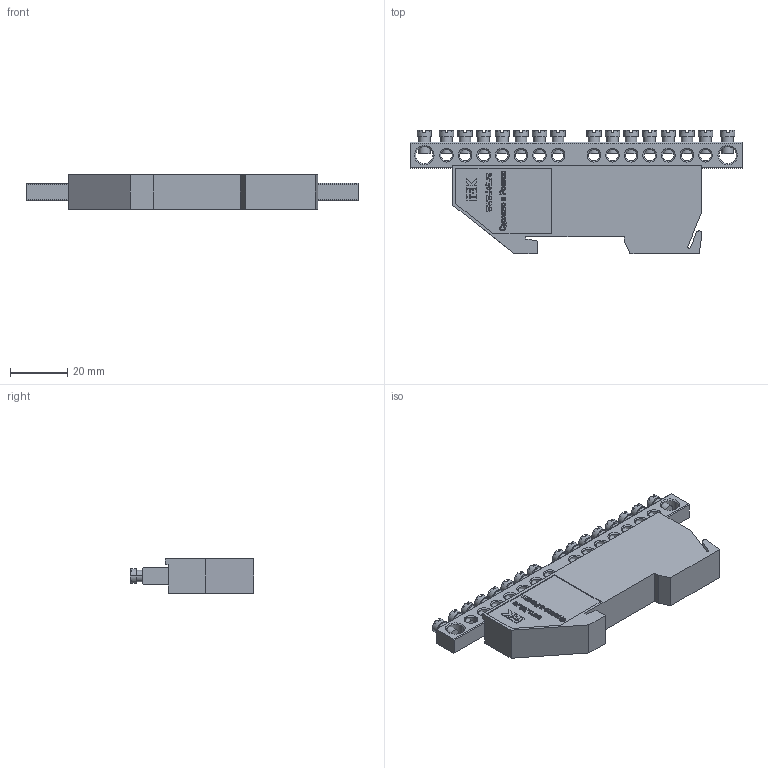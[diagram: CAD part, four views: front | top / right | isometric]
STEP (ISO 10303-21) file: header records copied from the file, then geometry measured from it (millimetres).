
FILE_DESCRIPTION (( 'STEP AP214' ), '1' );
FILE_NAME ('YNN10-69-16D-K05 Øèíà ÐÅ çåìëÿ íà DIN-èçîë ØÍÈ-6õ9-16-Ä-Æ ÈÝÊ.STEP', '2016-08-18T13:01:37', ( 'user' ), ( '' ), 'SwSTEP 2.0', 'SolidWorks 2014', '' );
FILE_SCHEMA (( 'AUTOMOTIVE_DESIGN' ));
Length unit declared in the file: millimetre
Products named in the file (4): Âèíò_Œ4; Øèíà ÂõÍ n-1_6å9 16-1; Èçîëÿòîð DIN æ¸ëòûé_€ƒˆ… 701.001.003; YNN10-69-16D-K05 Øèíà ÐÅ çåìëÿ íà DIN-èçîë ØÍÈ-6õ9-16-Ä-Æ ÈÝÊ
Assembly tree (18 placements, depth 2):
  YNN10-69-16D-K05 Øèíà ÐÅ çåìëÿ íà DIN-èçîë ØÍÈ-6õ9-16-Ä-Æ ÈÝÊ
    Èçîëÿòîð DIN æ¸ëòûé_€ƒˆ… 701.001.003
    Øèíà ÂõÍ n-1_6å9 16-1
    Âèíò_Œ4  x16
Bounding box: 116 x 43.3 x 12 mm (x, y, z)
Volume: 32689.5 mm3; surface area: 14878.2 mm2
Topology: 18 solids, 18 shells, 1193 faces, 3203 edges, 2086 vertices
Faces by surface type: plane 772, cone 180, cylinder 133, bspline 108
Entity records: 29091 total; most frequent: CARTESIAN_POINT 10312, ORIENTED_EDGE 3072, DIRECTION 2528, EDGE_CURVE 1536, VECTOR 1030, LINE 1030, VERTEX_POINT 991, AXIS2_PLACEMENT_3D 749
